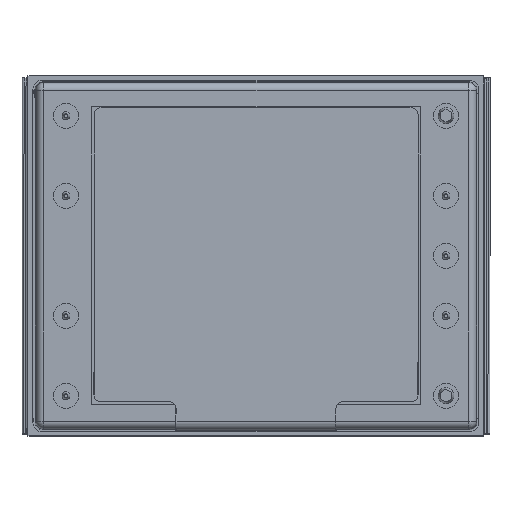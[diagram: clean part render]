
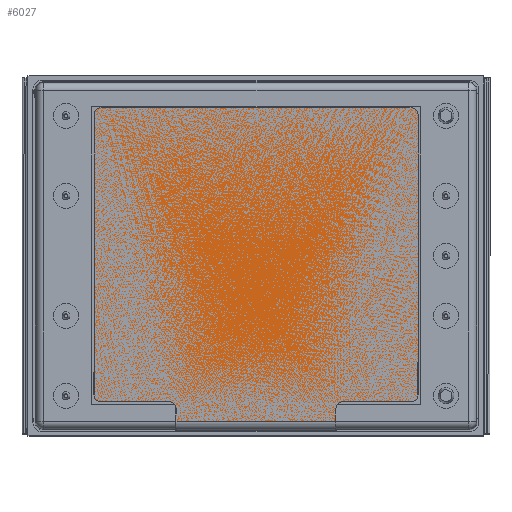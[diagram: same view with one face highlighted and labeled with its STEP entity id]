
A CAD part, top view. The second image highlights one B-rep face of the part: STEP entity #6027.
In plain terms, the highlighted planar face has unit normal (0, 0, 1).
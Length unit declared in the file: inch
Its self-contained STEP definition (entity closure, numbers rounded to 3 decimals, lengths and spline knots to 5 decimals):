
#738 = CARTESIAN_POINT ( 'NONE',  ( 0.19281, -1.36544, 0.23986 ) ) ;
#1521 = DIRECTION ( 'NONE',  ( -1., 0., 0. ) ) ;
#1522 = DIRECTION ( 'NONE',  ( 0., 0., 1. ) ) ;
#1523 = CARTESIAN_POINT ( 'NONE',  ( 1.36781, 0.10456, 0.23986 ) ) ;
#1524 = AXIS2_PLACEMENT_3D ( 'NONE', #1523, #1522, #1521 ) ;
#1525 = CIRCLE ( 'NONE', #1524, 0.035 ) ;
#1581 = CARTESIAN_POINT ( 'NONE',  ( 1.40281, 0.10456, 0.23986 ) ) ;
#1635 = DIRECTION ( 'NONE',  ( -1., 0., 0. ) ) ;
#1636 = VECTOR ( 'NONE', #1635, 39.37008 ) ;
#1640 = LINE ( 'NONE', #1642, #1636 ) ;
#1642 = CARTESIAN_POINT ( 'NONE',  ( -0.18219, 0.13956, 0.23986 ) ) ;
#1867 = CARTESIAN_POINT ( 'NONE',  ( -0.18219, 0.13956, 0.23986 ) ) ;
#1942 = AXIS2_PLACEMENT_3D ( 'NONE', #1972, #1979, #1982 ) ;
#1972 = CARTESIAN_POINT ( 'NONE',  ( -0.18219, -1.29544, 0.23986 ) ) ;
#1973 = CARTESIAN_POINT ( 'NONE',  ( -0.18219, -1.33044, 0.23986 ) ) ;
#1979 = DIRECTION ( 'NONE',  ( 0., 0., 1. ) ) ;
#1982 = DIRECTION ( 'NONE',  ( -1., 0., 0. ) ) ;
#2048 = CIRCLE ( 'NONE', #1942, 0.035 ) ;
#2052 = CARTESIAN_POINT ( 'NONE',  ( -0.21719, -1.29544, 0.23986 ) ) ;
#2161 = DIRECTION ( 'NONE',  ( 1., 0., 0. ) ) ;
#2162 = DIRECTION ( 'NONE',  ( 0., 0., -1. ) ) ;
#2171 = CIRCLE ( 'NONE', #2224, 0.035 ) ;
#2183 = CARTESIAN_POINT ( 'NONE',  ( 0.15781, -1.36544, 0.23986 ) ) ;
#2224 = AXIS2_PLACEMENT_3D ( 'NONE', #2183, #2162, #2161 ) ;
#2315 = VECTOR ( 'NONE', #2355, 39.37008 ) ;
#2316 = CARTESIAN_POINT ( 'NONE',  ( 1.02781, -1.33044, 0.23986 ) ) ;
#2317 = LINE ( 'NONE', #2316, #2315 ) ;
#2318 = CIRCLE ( 'NONE', #2334, 0.035 ) ;
#2319 = DIRECTION ( 'NONE',  ( 1., 0., 0. ) ) ;
#2320 = DIRECTION ( 'NONE',  ( 0., 0., 1. ) ) ;
#2321 = CARTESIAN_POINT ( 'NONE',  ( 1.36781, -1.29544, 0.23986 ) ) ;
#2322 = CARTESIAN_POINT ( 'NONE',  ( 1.02781, -1.33044, 0.23986 ) ) ;
#2323 = CARTESIAN_POINT ( 'NONE',  ( 1.36781, -1.33044, 0.23986 ) ) ;
#2334 = AXIS2_PLACEMENT_3D ( 'NONE', #2360, #2359, #2358 ) ;
#2355 = DIRECTION ( 'NONE',  ( 1., 0., 0. ) ) ;
#2358 = DIRECTION ( 'NONE',  ( -1., 0., 0. ) ) ;
#2359 = DIRECTION ( 'NONE',  ( 0., 0., -1. ) ) ;
#2360 = CARTESIAN_POINT ( 'NONE',  ( 1.02781, -1.36544, 0.23986 ) ) ;
#2383 = CARTESIAN_POINT ( 'NONE',  ( 0.99281, -1.36544, 0.23986 ) ) ;
#2393 = PLANE ( 'NONE',  #2399 ) ;
#2399 = AXIS2_PLACEMENT_3D ( 'NONE', #2321, #2320, #2319 ) ;
#2400 = FACE_OUTER_BOUND ( 'NONE', #6061, .T. ) ;
#2408 = CIRCLE ( 'NONE', #2466, 0.035 ) ;
#2454 = DIRECTION ( 'NONE',  ( -1., 0., 0. ) ) ;
#2455 = DIRECTION ( 'NONE',  ( 0., 0., 1. ) ) ;
#2466 = AXIS2_PLACEMENT_3D ( 'NONE', #2468, #2455, #2454 ) ;
#2468 = CARTESIAN_POINT ( 'NONE',  ( -0.18219, 0.10456, 0.23986 ) ) ;
#2469 = CARTESIAN_POINT ( 'NONE',  ( -0.21719, 0.10456, 0.23986 ) ) ;
#2502 = CARTESIAN_POINT ( 'NONE',  ( 1.36781, 0.13956, 0.23986 ) ) ;
#2522 = DIRECTION ( 'NONE',  ( 1., 0., 0. ) ) ;
#2523 = VECTOR ( 'NONE', #2522, 39.37008 ) ;
#2524 = CARTESIAN_POINT ( 'NONE',  ( -0.18219, -1.33044, 0.23986 ) ) ;
#2525 = LINE ( 'NONE', #2524, #2523 ) ;
#2533 = CARTESIAN_POINT ( 'NONE',  ( 0.19281, -1.42706, 0.23986 ) ) ;
#2534 = DIRECTION ( 'NONE',  ( 0., -1., 0. ) ) ;
#2535 = CARTESIAN_POINT ( 'NONE',  ( 0.19281, -1.36544, 0.23986 ) ) ;
#2541 = CARTESIAN_POINT ( 'NONE',  ( 0.99281, -1.42706, 0.23986 ) ) ;
#2549 = VECTOR ( 'NONE', #2534, 39.37008 ) ;
#2556 = LINE ( 'NONE', #2535, #2549 ) ;
#2623 = LINE ( 'NONE', #2744, #2743 ) ;
#2680 = DIRECTION ( 'NONE',  ( 0., -1., 0. ) ) ;
#2681 = VECTOR ( 'NONE', #2680, 39.37008 ) ;
#2682 = CARTESIAN_POINT ( 'NONE',  ( -0.21719, -1.29544, 0.23986 ) ) ;
#2686 = LINE ( 'NONE', #2682, #2681 ) ;
#2688 = DIRECTION ( 'NONE',  ( 0., 1., 0. ) ) ;
#2689 = VECTOR ( 'NONE', #2688, 39.37008 ) ;
#2691 = DIRECTION ( 'NONE',  ( 1., 0., 0. ) ) ;
#2692 = DIRECTION ( 'NONE',  ( 0., 0., 1. ) ) ;
#2693 = AXIS2_PLACEMENT_3D ( 'NONE', #2696, #2692, #2691 ) ;
#2695 = LINE ( 'NONE', #2703, #2689 ) ;
#2696 = CARTESIAN_POINT ( 'NONE',  ( 1.36781, -1.29544, 0.23986 ) ) ;
#2697 = CARTESIAN_POINT ( 'NONE',  ( 0.15781, -1.33044, 0.23986 ) ) ;
#2700 = CARTESIAN_POINT ( 'NONE',  ( 1.40281, -1.29544, 0.23986 ) ) ;
#2703 = CARTESIAN_POINT ( 'NONE',  ( 1.40281, -1.29544, 0.23986 ) ) ;
#2740 = CIRCLE ( 'NONE', #2693, 0.035 ) ;
#2742 = DIRECTION ( 'NONE',  ( -1., 0., 0. ) ) ;
#2743 = VECTOR ( 'NONE', #2742, 39.37008 ) ;
#2744 = CARTESIAN_POINT ( 'NONE',  ( 1.36781, -1.42706, 0.23986 ) ) ;
#2746 = DIRECTION ( 'NONE',  ( 0., 1., 0. ) ) ;
#2747 = VECTOR ( 'NONE', #2746, 39.37008 ) ;
#2748 = CARTESIAN_POINT ( 'NONE',  ( 0.99281, -1.69544, 0.23986 ) ) ;
#2750 = LINE ( 'NONE', #2748, #2747 ) ;
#5404 = VERTEX_POINT ( 'NONE', #738 ) ;
#5615 = VERTEX_POINT ( 'NONE', #1581 ) ;
#5616 = EDGE_CURVE ( 'NONE', #5615, #5865, #1525, .T. ) ;
#5631 = EDGE_CURVE ( 'NONE', #5865, #5655, #1640, .T. ) ;
#5655 = VERTEX_POINT ( 'NONE', #1867 ) ;
#5701 = VERTEX_POINT ( 'NONE', #2052 ) ;
#5707 = VERTEX_POINT ( 'NONE', #1973 ) ;
#5710 = EDGE_CURVE ( 'NONE', #5701, #5707, #2048, .T. ) ;
#5834 = EDGE_CURVE ( 'NONE', #6074, #5404, #2171, .T. ) ;
#5836 = ORIENTED_EDGE ( 'NONE', *, *, #5932, .T. ) ;
#5839 = ORIENTED_EDGE ( 'NONE', *, *, #6046, .T. ) ;
#5857 = VERTEX_POINT ( 'NONE', #2469 ) ;
#5861 = EDGE_CURVE ( 'NONE', #5655, #5857, #2408, .T. ) ;
#5865 = VERTEX_POINT ( 'NONE', #2502 ) ;
#5932 = EDGE_CURVE ( 'NONE', #5707, #6074, #2525, .T. ) ;
#6026 = ORIENTED_EDGE ( 'NONE', *, *, #5861, .T. ) ;
#6027 = ADVANCED_FACE ( 'NONE', ( #2400 ), #2393, .T. ) ;
#6028 = VERTEX_POINT ( 'NONE', #2322 ) ;
#6030 = VERTEX_POINT ( 'NONE', #2383 ) ;
#6031 = ORIENTED_EDGE ( 'NONE', *, *, #6052, .T. ) ;
#6032 = EDGE_CURVE ( 'NONE', #6030, #6028, #2318, .T. ) ;
#6033 = VERTEX_POINT ( 'NONE', #2323 ) ;
#6034 = ORIENTED_EDGE ( 'NONE', *, *, #6032, .T. ) ;
#6035 = EDGE_CURVE ( 'NONE', #6028, #6033, #2317, .T. ) ;
#6036 = ORIENTED_EDGE ( 'NONE', *, *, #5710, .T. ) ;
#6041 = VERTEX_POINT ( 'NONE', #2533 ) ;
#6046 = EDGE_CURVE ( 'NONE', #5404, #6041, #2556, .T. ) ;
#6052 = EDGE_CURVE ( 'NONE', #6057, #6030, #2750, .T. ) ;
#6054 = EDGE_CURVE ( 'NONE', #6057, #6041, #2623, .T. ) ;
#6055 = ORIENTED_EDGE ( 'NONE', *, *, #6054, .F. ) ;
#6057 = VERTEX_POINT ( 'NONE', #2541 ) ;
#6059 = ORIENTED_EDGE ( 'NONE', *, *, #6065, .T. ) ;
#6061 = EDGE_LOOP ( 'NONE', ( #6055, #6031, #6034, #6063, #6059, #6069, #6066, #6071, #6026, #6070, #6036, #5836, #6073, #5839 ) ) ;
#6063 = ORIENTED_EDGE ( 'NONE', *, *, #6035, .T. ) ;
#6064 = VERTEX_POINT ( 'NONE', #2700 ) ;
#6065 = EDGE_CURVE ( 'NONE', #6033, #6064, #2740, .T. ) ;
#6066 = ORIENTED_EDGE ( 'NONE', *, *, #5616, .T. ) ;
#6067 = EDGE_CURVE ( 'NONE', #6064, #5615, #2695, .T. ) ;
#6069 = ORIENTED_EDGE ( 'NONE', *, *, #6067, .T. ) ;
#6070 = ORIENTED_EDGE ( 'NONE', *, *, #6072, .T. ) ;
#6071 = ORIENTED_EDGE ( 'NONE', *, *, #5631, .T. ) ;
#6072 = EDGE_CURVE ( 'NONE', #5857, #5701, #2686, .T. ) ;
#6073 = ORIENTED_EDGE ( 'NONE', *, *, #5834, .T. ) ;
#6074 = VERTEX_POINT ( 'NONE', #2697 ) ;
